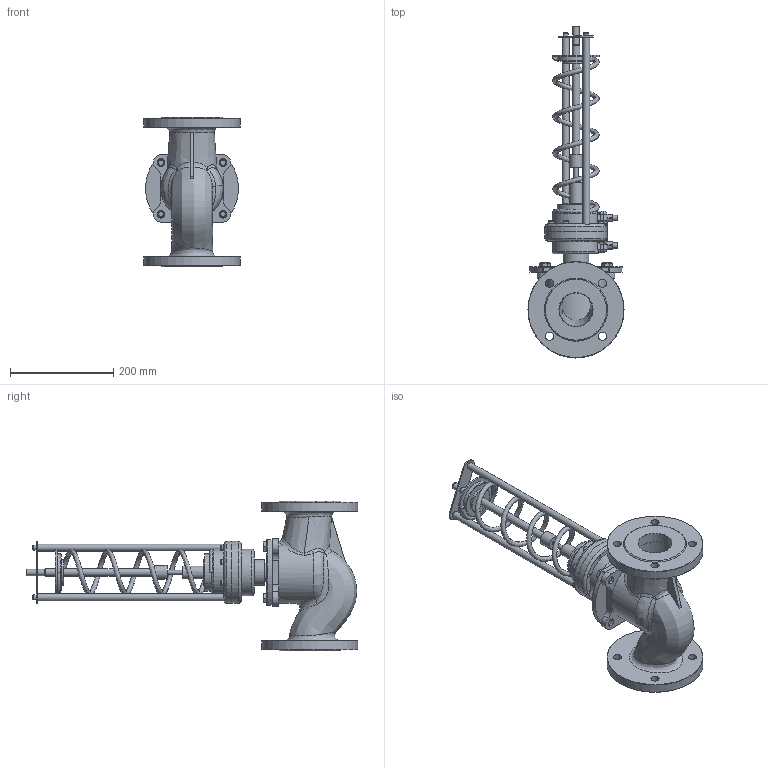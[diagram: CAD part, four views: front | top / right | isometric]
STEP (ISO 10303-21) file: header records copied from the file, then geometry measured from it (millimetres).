
FILE_DESCRIPTION(/* description */ (''),/* implementation_level */ '2;1');
FILE_NAME(/* name */ 'DN65_3D_STEP.stp',/* time_stamp */ '2025-12-17T23:07:09+03:00',/* author */ ('igorr'),/* organization */ (''),/* preprocessor_version */ 'ST-DEVELOPER v20',/* originating_system */ 'Autodesk Inventor 2025',/* authorisation */ '');
FILE_SCHEMA (('AUTOMOTIVE_DESIGN { 1 0 10303 214 3 1 1 }'));
Length unit declared in the file: millimetre
Products named in the file (5): Сборка; Деталь1; Деталь2; AS 1420 - 1973 - M6 x 10; AS 1110 - M12 x 20
Assembly tree (14 placements, depth 2):
  Сборка
    Деталь1
    Деталь2
    AS 1420 - 1973 - M6 x 10  x8
    AS 1110 - M12 x 20  x4
Bounding box: 186 x 642 x 290 mm (x, y, z)
Volume: 3904376.2 mm3; surface area: 521698.6 mm2
Topology: 14 solids, 15 shells, 562 faces, 1405 edges, 898 vertices
Faces by surface type: plane 255, cylinder 149, bspline 60, cone 53, torus 35, sphere 10
Full cylindrical faces by diameter (mm): 4.49 x2, 4.902 x1, 6 x8, 7 x17, 8 x1, 9.994 x2, 10 x8, 11 x4, 12 x6, 13.036 x1, 13.497 x1, 15 x6, 16 x8, 18 x4, 25 x1, 27 x1, 35 x1, 50 x3, 65 x2, 72 x1, 90 x2, 120 x1, 186 x2
Entity records: 20472 total; most frequent: CARTESIAN_POINT 10633, ORIENTED_EDGE 1986, DIRECTION 1898, EDGE_CURVE 993, AXIS2_PLACEMENT_3D 776, VERTEX_POINT 640, EDGE_LOOP 475, CIRCLE 394
